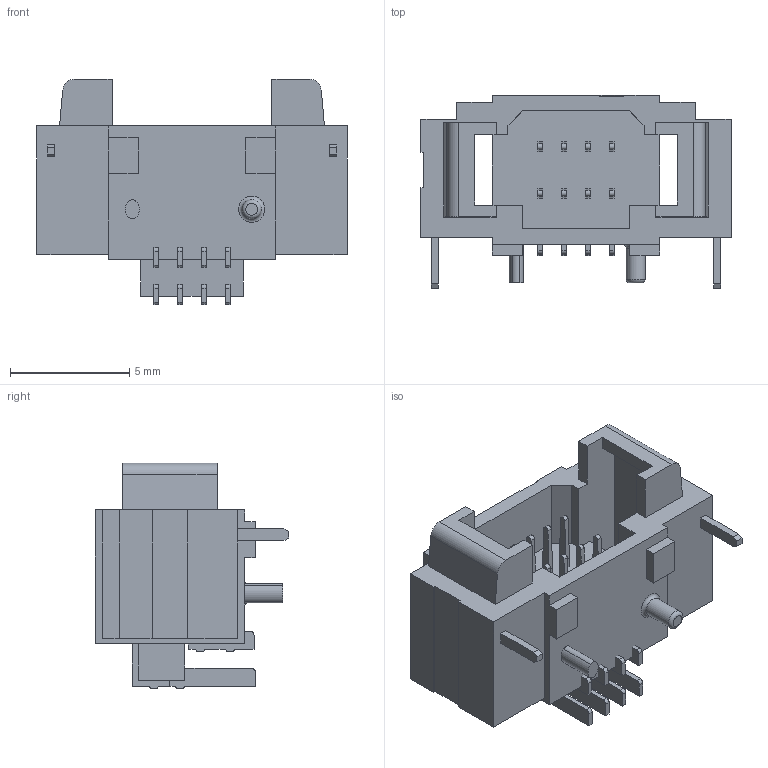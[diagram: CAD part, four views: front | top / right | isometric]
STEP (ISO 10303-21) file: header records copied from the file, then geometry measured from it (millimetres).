
FILE_DESCRIPTION(/* description */ ('STEP AP242','CAx-IF Rec.Pracs.---Representation and Presentation of Product Manufacturing Information (PMI)---4.0---2014-10-13','CAx-IF Rec.Pracs.---3D Tessellated Geometry---0.4---2014-09-14','2;1'),/* implementation_level */ '2;1');
FILE_NAME(/* name */ 'T1M-04-GF-DH',/* time_stamp */ '2025-11-20T09:30:23+01:00',/* author */ ('License CC BY-ND 4.0'),/* organization */ ('CADENAS'),/* preprocessor_version */ 'ST-DEVELOPER v20',/* originating_system */ 'PARTsolutions',/* authorisation */ ' ');
FILE_SCHEMA (('AP242_MANAGED_MODEL_BASED_3D_ENGINEERING_MIM_LF { 1 0 10303 442 1 1 4 }'));
Length unit declared in the file: millimetre
Products named in the file (4): T1M-04-GF-DH; T1T1M-04-T-DH; P2T1M-04-GF-DH; P22T1M-04-GF-DH
Assembly tree (3 placements, depth 2):
  T1M-04-GF-DH
    T1T1M-04-T-DH
    P2T1M-04-GF-DH
    P22T1M-04-GF-DH
Bounding box: 13 x 8.1 x 9.45 mm (x, y, z)
Volume: 322 mm3; surface area: 726.9 mm2
Topology: 3 solids, 3 shells, 306 faces, 892 edges, 594 vertices
Faces by surface type: plane 249, cylinder 55, torus 2
Full cylindrical faces by diameter (mm): 0.8 x1
Entity records: 10751 total; most frequent: CARTESIAN_POINT 1793, ORIENTED_EDGE 1778, DIRECTION 1621, EDGE_CURVE 889, LINE 777, VECTOR 777, VERTEX_POINT 594, AXIS2_PLACEMENT_3D 422
